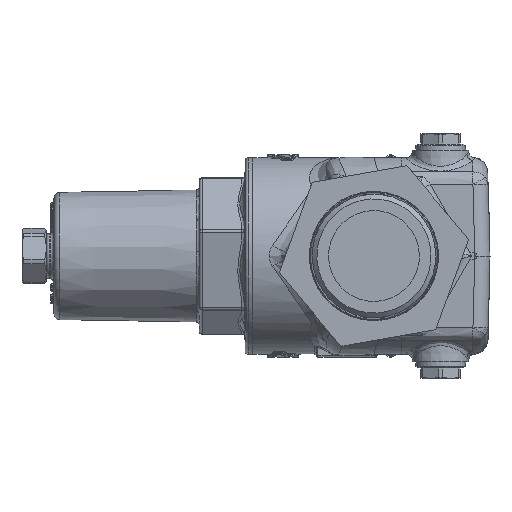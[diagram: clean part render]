
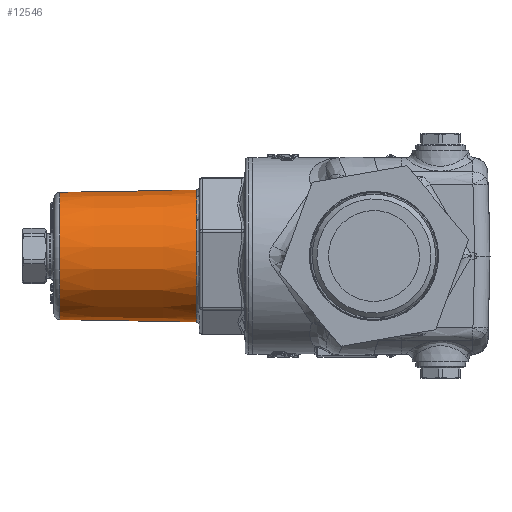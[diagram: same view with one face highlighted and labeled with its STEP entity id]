
A CAD part, left-side view. The second image highlights one B-rep face of the part: STEP entity #12546.
In plain terms, the highlighted conical face has half-angle 1 degrees and reference radius 21.55 mm.
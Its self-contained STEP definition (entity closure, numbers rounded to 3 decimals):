
#575=B_SPLINE_CURVE_WITH_KNOTS('',3,(#17959,#17960,#17961,#17962,#17963),
 .UNSPECIFIED.,.F.,.F.,(4,1,4),(-3.142,-1.346,0.),
 .UNSPECIFIED.);
#576=B_SPLINE_CURVE_WITH_KNOTS('',3,(#17967,#17968,#17969,#17970,#17971,
#17972),.UNSPECIFIED.,.F.,.F.,(4,1,1,4),(-3.142,-1.346,
0.449,3.142),.UNSPECIFIED.);
#577=B_SPLINE_CURVE_WITH_KNOTS('',3,(#17976,#17977,#17978,#17979,#17980,
#17981),.UNSPECIFIED.,.F.,.F.,(4,1,1,4),(-3.142,-1.346,
0.449,3.142),.UNSPECIFIED.);
#578=B_SPLINE_CURVE_WITH_KNOTS('',3,(#17985,#17986,#17987,#17988,#17989,
#17990),.UNSPECIFIED.,.F.,.F.,(4,1,1,4),(-3.142,-1.346,
0.449,3.142),.UNSPECIFIED.);
#579=B_SPLINE_CURVE_WITH_KNOTS('',3,(#17994,#17995,#17996,#17997,#17998,
#17999),.UNSPECIFIED.,.F.,.F.,(4,1,1,4),(-3.142,-1.346,
0.449,3.142),.UNSPECIFIED.);
#580=B_SPLINE_CURVE_WITH_KNOTS('',3,(#18003,#18004,#18005,#18006,#18007,
#18008),.UNSPECIFIED.,.F.,.F.,(4,1,1,4),(-3.142,-1.346,
0.449,3.142),.UNSPECIFIED.);
#581=B_SPLINE_CURVE_WITH_KNOTS('',3,(#18011,#18012,#18013,#18014,#18015),
 .UNSPECIFIED.,.F.,.F.,(4,1,4),(0.,0.449,
3.142),.UNSPECIFIED.);
#1677=CONICAL_SURFACE('',#13456,21.55,0.017);
#1787=LINE('',#17957,#2244);
#2244=VECTOR('',#14613,21.55);
#2866=FACE_OUTER_BOUND('',#3672,.T.);
#3672=EDGE_LOOP('',(#8591,#8592,#8593,#8594,#8595,#8596,#8597,#8598,#8599,
#8600,#8601,#8602,#8603,#8604,#8605,#8606));
#4447=CIRCLE('',#13369,21.034);
#4498=CIRCLE('',#13457,21.821);
#4499=CIRCLE('',#13458,21.821);
#4500=CIRCLE('',#13459,21.821);
#4501=CIRCLE('',#13460,21.821);
#4502=CIRCLE('',#13461,21.821);
#4503=CIRCLE('',#13462,21.821);
#4866=VERTEX_POINT('',#16681);
#4949=VERTEX_POINT('',#17956);
#4950=VERTEX_POINT('',#17958);
#4951=VERTEX_POINT('',#17964);
#4952=VERTEX_POINT('',#17966);
#4953=VERTEX_POINT('',#17973);
#4954=VERTEX_POINT('',#17975);
#4955=VERTEX_POINT('',#17982);
#4956=VERTEX_POINT('',#17984);
#4957=VERTEX_POINT('',#17991);
#4958=VERTEX_POINT('',#17993);
#4959=VERTEX_POINT('',#18000);
#4960=VERTEX_POINT('',#18002);
#4961=VERTEX_POINT('',#18009);
#6192=EDGE_CURVE('',#4866,#4866,#4447,.T.);
#6324=EDGE_CURVE('',#4866,#4949,#1787,.T.);
#6325=EDGE_CURVE('',#4950,#4949,#575,.T.);
#6326=EDGE_CURVE('',#4951,#4950,#4498,.T.);
#6327=EDGE_CURVE('',#4952,#4951,#576,.T.);
#6328=EDGE_CURVE('',#4953,#4952,#4499,.T.);
#6329=EDGE_CURVE('',#4954,#4953,#577,.T.);
#6330=EDGE_CURVE('',#4955,#4954,#4500,.T.);
#6331=EDGE_CURVE('',#4956,#4955,#578,.T.);
#6332=EDGE_CURVE('',#4957,#4956,#4501,.T.);
#6333=EDGE_CURVE('',#4958,#4957,#579,.T.);
#6334=EDGE_CURVE('',#4959,#4958,#4502,.T.);
#6335=EDGE_CURVE('',#4960,#4959,#580,.T.);
#6336=EDGE_CURVE('',#4961,#4960,#4503,.T.);
#6337=EDGE_CURVE('',#4949,#4961,#581,.T.);
#8591=ORIENTED_EDGE('',*,*,#6192,.F.);
#8592=ORIENTED_EDGE('',*,*,#6324,.T.);
#8593=ORIENTED_EDGE('',*,*,#6325,.F.);
#8594=ORIENTED_EDGE('',*,*,#6326,.F.);
#8595=ORIENTED_EDGE('',*,*,#6327,.F.);
#8596=ORIENTED_EDGE('',*,*,#6328,.F.);
#8597=ORIENTED_EDGE('',*,*,#6329,.F.);
#8598=ORIENTED_EDGE('',*,*,#6330,.F.);
#8599=ORIENTED_EDGE('',*,*,#6331,.F.);
#8600=ORIENTED_EDGE('',*,*,#6332,.F.);
#8601=ORIENTED_EDGE('',*,*,#6333,.F.);
#8602=ORIENTED_EDGE('',*,*,#6334,.F.);
#8603=ORIENTED_EDGE('',*,*,#6335,.F.);
#8604=ORIENTED_EDGE('',*,*,#6336,.F.);
#8605=ORIENTED_EDGE('',*,*,#6337,.F.);
#8606=ORIENTED_EDGE('',*,*,#6324,.F.);
#12546=ADVANCED_FACE('',(#2866),#1677,.T.);
#13369=AXIS2_PLACEMENT_3D('',#16683,#14408,#14409);
#13456=AXIS2_PLACEMENT_3D('',#17955,#14611,#14612);
#13457=AXIS2_PLACEMENT_3D('',#17965,#14614,#14615);
#13458=AXIS2_PLACEMENT_3D('',#17974,#14616,#14617);
#13459=AXIS2_PLACEMENT_3D('',#17983,#14618,#14619);
#13460=AXIS2_PLACEMENT_3D('',#17992,#14620,#14621);
#13461=AXIS2_PLACEMENT_3D('',#18001,#14622,#14623);
#13462=AXIS2_PLACEMENT_3D('',#18010,#14624,#14625);
#14408=DIRECTION('center_axis',(0.,1.,0.));
#14409=DIRECTION('ref_axis',(-0.314,0.,-0.95));
#14611=DIRECTION('center_axis',(0.,-1.,0.));
#14612=DIRECTION('ref_axis',(0.314,0.,0.95));
#14613=DIRECTION('',(-0.005,-1.,-0.017));
#14614=DIRECTION('center_axis',(0.,-1.,0.));
#14615=DIRECTION('ref_axis',(0.314,0.,0.95));
#14616=DIRECTION('center_axis',(0.,-1.,0.));
#14617=DIRECTION('ref_axis',(0.314,0.,0.95));
#14618=DIRECTION('center_axis',(0.,-1.,0.));
#14619=DIRECTION('ref_axis',(0.314,0.,0.95));
#14620=DIRECTION('center_axis',(0.,-1.,0.));
#14621=DIRECTION('ref_axis',(0.314,0.,0.95));
#14622=DIRECTION('center_axis',(0.,-1.,0.));
#14623=DIRECTION('ref_axis',(0.314,0.,0.95));
#14624=DIRECTION('center_axis',(0.,-1.,0.));
#14625=DIRECTION('ref_axis',(0.314,0.,0.95));
#16681=CARTESIAN_POINT('',(-6.599,103.769,-19.972));
#16683=CARTESIAN_POINT('Origin',(0.,103.769,
0.));
#17955=CARTESIAN_POINT('Origin',(0.,74.2,0.));
#17956=CARTESIAN_POINT('',(-6.847,58.505,-20.722));
#17957=CARTESIAN_POINT('',(-6.761,74.2,-20.462));
#17958=CARTESIAN_POINT('',(-12.106,58.683,-18.155));
#17959=CARTESIAN_POINT('Ctrl Pts',(-12.106,58.683,-18.155));
#17960=CARTESIAN_POINT('Ctrl Pts',(-11.175,58.683,-18.775));
#17961=CARTESIAN_POINT('Ctrl Pts',(-9.467,58.564,-19.736));
#17962=CARTESIAN_POINT('Ctrl Pts',(-7.643,58.506,-20.459));
#17963=CARTESIAN_POINT('Ctrl Pts',(-6.847,58.505,-20.722));
#17964=CARTESIAN_POINT('',(-19.42,58.683,-9.949));
#17965=CARTESIAN_POINT('Origin',(0.,58.683,0.));
#17966=CARTESIAN_POINT('',(-21.775,58.683,1.407));
#17967=CARTESIAN_POINT('Ctrl Pts',(-21.775,58.683,1.407));
#17968=CARTESIAN_POINT('Ctrl Pts',(-21.847,58.683,0.29));
#17969=CARTESIAN_POINT('Ctrl Pts',(-21.822,58.547,-1.95));
#17970=CARTESIAN_POINT('Ctrl Pts',(-21.175,58.449,-5.825));
#17971=CARTESIAN_POINT('Ctrl Pts',(-20.186,58.683,-8.456));
#17972=CARTESIAN_POINT('Ctrl Pts',(-19.42,58.683,-9.949));
#17973=CARTESIAN_POINT('',(-18.327,58.683,11.844));
#17974=CARTESIAN_POINT('Origin',(0.,58.683,0.));
#17975=CARTESIAN_POINT('',(-9.669,58.683,19.561));
#17976=CARTESIAN_POINT('Ctrl Pts',(-9.669,58.683,19.561));
#17977=CARTESIAN_POINT('Ctrl Pts',(-10.672,58.683,19.066));
#17978=CARTESIAN_POINT('Ctrl Pts',(-12.6,58.547,17.924));
#17979=CARTESIAN_POINT('Ctrl Pts',(-15.632,58.449,15.426));
#17980=CARTESIAN_POINT('Ctrl Pts',(-17.416,58.683,13.253));
#17981=CARTESIAN_POINT('Ctrl Pts',(-18.327,58.683,11.844));
#17982=CARTESIAN_POINT('',(1.094,58.683,21.793));
#17983=CARTESIAN_POINT('Origin',(0.,58.683,0.));
#17984=CARTESIAN_POINT('',(12.106,58.683,18.155));
#17985=CARTESIAN_POINT('Ctrl Pts',(12.106,58.683,18.155));
#17986=CARTESIAN_POINT('Ctrl Pts',(11.175,58.683,18.775));
#17987=CARTESIAN_POINT('Ctrl Pts',(9.222,58.547,19.874));
#17988=CARTESIAN_POINT('Ctrl Pts',(5.543,58.449,21.25));
#17989=CARTESIAN_POINT('Ctrl Pts',(2.77,58.683,21.709));
#17990=CARTESIAN_POINT('Ctrl Pts',(1.094,58.683,21.793));
#17991=CARTESIAN_POINT('',(19.42,58.683,9.949));
#17992=CARTESIAN_POINT('Origin',(0.,58.683,0.));
#17993=CARTESIAN_POINT('',(21.775,58.683,-1.407));
#17994=CARTESIAN_POINT('Ctrl Pts',(21.775,58.683,-1.407));
#17995=CARTESIAN_POINT('Ctrl Pts',(21.847,58.683,-0.29));
#17996=CARTESIAN_POINT('Ctrl Pts',(21.822,58.547,1.95));
#17997=CARTESIAN_POINT('Ctrl Pts',(21.175,58.449,5.825));
#17998=CARTESIAN_POINT('Ctrl Pts',(20.186,58.683,8.456));
#17999=CARTESIAN_POINT('Ctrl Pts',(19.42,58.683,9.949));
#18000=CARTESIAN_POINT('',(18.327,58.683,-11.844));
#18001=CARTESIAN_POINT('Origin',(0.,58.683,0.));
#18002=CARTESIAN_POINT('',(9.669,58.683,-19.561));
#18003=CARTESIAN_POINT('Ctrl Pts',(9.669,58.683,-19.561));
#18004=CARTESIAN_POINT('Ctrl Pts',(10.672,58.683,-19.066));
#18005=CARTESIAN_POINT('Ctrl Pts',(12.6,58.547,-17.924));
#18006=CARTESIAN_POINT('Ctrl Pts',(15.632,58.449,-15.426));
#18007=CARTESIAN_POINT('Ctrl Pts',(17.416,58.683,-13.253));
#18008=CARTESIAN_POINT('Ctrl Pts',(18.327,58.683,-11.844));
#18009=CARTESIAN_POINT('',(-1.094,58.683,-21.793));
#18010=CARTESIAN_POINT('Origin',(0.,58.683,0.));
#18011=CARTESIAN_POINT('Ctrl Pts',(-6.847,58.505,-20.722));
#18012=CARTESIAN_POINT('Ctrl Pts',(-6.581,58.504,-20.81));
#18013=CARTESIAN_POINT('Ctrl Pts',(-4.711,58.519,-21.388));
#18014=CARTESIAN_POINT('Ctrl Pts',(-2.77,58.683,-21.709));
#18015=CARTESIAN_POINT('Ctrl Pts',(-1.094,58.683,-21.793));
